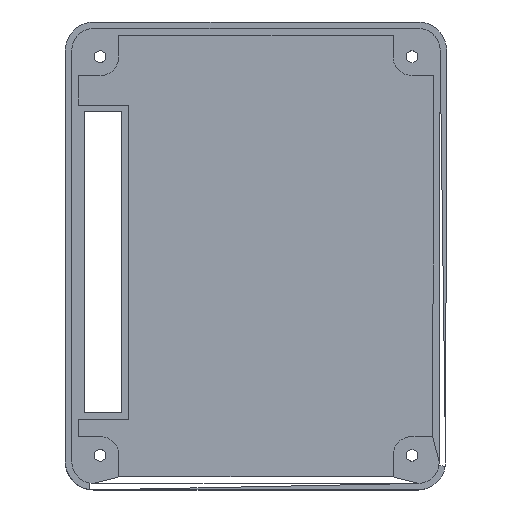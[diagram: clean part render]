
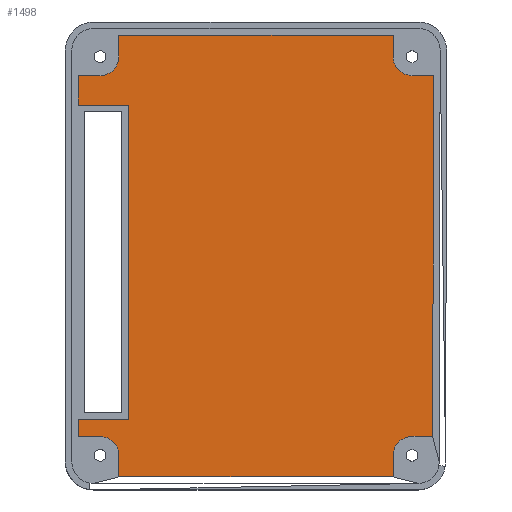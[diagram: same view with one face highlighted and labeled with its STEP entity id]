
A CAD part, top view. The second image highlights one B-rep face of the part: STEP entity #1498.
In plain terms, the highlighted planar face has unit normal (0, 0, 1).
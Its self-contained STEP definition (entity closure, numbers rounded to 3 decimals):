
#119=FACE_OUTER_BOUND('',#208,.T.);
#208=EDGE_LOOP('',(#1265,#1266,#1267,#1268,#1269,#1270,#1271,#1272,#1273,
#1274,#1275,#1276,#1277,#1278,#1279,#1280,#1281,#1282,#1283,#1284,#1285,
#1286));
#270=LINE('',#2182,#433);
#272=LINE('',#2186,#435);
#274=LINE('',#2190,#437);
#276=LINE('',#2194,#439);
#279=LINE('',#2202,#442);
#281=LINE('',#2206,#444);
#286=LINE('',#2216,#449);
#353=LINE('',#2377,#516);
#356=LINE('',#2383,#519);
#361=LINE('',#2392,#524);
#368=LINE('',#2435,#531);
#371=LINE('',#2440,#534);
#374=LINE('',#2447,#537);
#378=LINE('',#2457,#541);
#380=LINE('',#2463,#543);
#381=LINE('',#2464,#544);
#382=LINE('',#2465,#545);
#433=VECTOR('',#1732,10.);
#435=VECTOR('',#1736,10.);
#437=VECTOR('',#1740,10.);
#439=VECTOR('',#1744,10.);
#442=VECTOR('',#1753,10.);
#444=VECTOR('',#1757,10.);
#449=VECTOR('',#1764,10.);
#516=VECTOR('',#1915,10.);
#519=VECTOR('',#1920,10.);
#524=VECTOR('',#1931,10.);
#531=VECTOR('',#1984,10.);
#534=VECTOR('',#1989,10.);
#537=VECTOR('',#1996,10.);
#541=VECTOR('',#2008,10.);
#543=VECTOR('',#2018,10.);
#544=VECTOR('',#2019,10.);
#545=VECTOR('',#2020,10.);
#574=CIRCLE('',#1546,4.346);
#575=CIRCLE('',#1552,4.346);
#576=CIRCLE('',#1557,4.346);
#602=CIRCLE('',#1629,4.346);
#603=CIRCLE('',#1633,4.346);
#655=VERTEX_POINT('',#2174);
#656=VERTEX_POINT('',#2176);
#657=VERTEX_POINT('',#2180);
#658=VERTEX_POINT('',#2184);
#659=VERTEX_POINT('',#2188);
#660=VERTEX_POINT('',#2192);
#661=VERTEX_POINT('',#2196);
#662=VERTEX_POINT('',#2200);
#663=VERTEX_POINT('',#2204);
#664=VERTEX_POINT('',#2208);
#667=VERTEX_POINT('',#2214);
#668=VERTEX_POINT('',#2218);
#718=VERTEX_POINT('',#2374);
#719=VERTEX_POINT('',#2376);
#720=VERTEX_POINT('',#2380);
#721=VERTEX_POINT('',#2382);
#735=VERTEX_POINT('',#2434);
#736=VERTEX_POINT('',#2438);
#737=VERTEX_POINT('',#2444);
#738=VERTEX_POINT('',#2446);
#739=VERTEX_POINT('',#2450);
#740=VERTEX_POINT('',#2456);
#794=EDGE_CURVE('',#656,#655,#574,.T.);
#797=EDGE_CURVE('',#655,#657,#270,.T.);
#799=EDGE_CURVE('',#658,#657,#272,.T.);
#801=EDGE_CURVE('',#658,#659,#274,.T.);
#803=EDGE_CURVE('',#659,#660,#276,.T.);
#805=EDGE_CURVE('',#660,#661,#575,.T.);
#807=EDGE_CURVE('',#661,#662,#279,.T.);
#809=EDGE_CURVE('',#663,#662,#281,.T.);
#814=EDGE_CURVE('',#663,#667,#286,.T.);
#816=EDGE_CURVE('',#664,#668,#576,.T.);
#895=EDGE_CURVE('',#719,#718,#353,.T.);
#898=EDGE_CURVE('',#721,#720,#356,.T.);
#903=EDGE_CURVE('',#718,#721,#361,.T.);
#922=EDGE_CURVE('',#735,#656,#368,.T.);
#925=EDGE_CURVE('',#668,#736,#371,.T.);
#928=EDGE_CURVE('',#738,#737,#374,.T.);
#930=EDGE_CURVE('',#739,#738,#602,.T.);
#933=EDGE_CURVE('',#740,#739,#378,.T.);
#935=EDGE_CURVE('',#667,#664,#603,.T.);
#937=EDGE_CURVE('',#740,#720,#380,.T.);
#938=EDGE_CURVE('',#735,#737,#381,.T.);
#939=EDGE_CURVE('',#719,#736,#382,.T.);
#1265=ORIENTED_EDGE('',*,*,#895,.T.);
#1266=ORIENTED_EDGE('',*,*,#903,.T.);
#1267=ORIENTED_EDGE('',*,*,#898,.T.);
#1268=ORIENTED_EDGE('',*,*,#937,.F.);
#1269=ORIENTED_EDGE('',*,*,#933,.T.);
#1270=ORIENTED_EDGE('',*,*,#930,.T.);
#1271=ORIENTED_EDGE('',*,*,#928,.T.);
#1272=ORIENTED_EDGE('',*,*,#938,.F.);
#1273=ORIENTED_EDGE('',*,*,#922,.T.);
#1274=ORIENTED_EDGE('',*,*,#794,.T.);
#1275=ORIENTED_EDGE('',*,*,#797,.T.);
#1276=ORIENTED_EDGE('',*,*,#799,.F.);
#1277=ORIENTED_EDGE('',*,*,#801,.T.);
#1278=ORIENTED_EDGE('',*,*,#803,.T.);
#1279=ORIENTED_EDGE('',*,*,#805,.T.);
#1280=ORIENTED_EDGE('',*,*,#807,.T.);
#1281=ORIENTED_EDGE('',*,*,#809,.F.);
#1282=ORIENTED_EDGE('',*,*,#814,.T.);
#1283=ORIENTED_EDGE('',*,*,#935,.T.);
#1284=ORIENTED_EDGE('',*,*,#816,.T.);
#1285=ORIENTED_EDGE('',*,*,#925,.T.);
#1286=ORIENTED_EDGE('',*,*,#939,.F.);
#1425=PLANE('',#1635);
#1498=ADVANCED_FACE('',(#119),#1425,.T.);
#1546=AXIS2_PLACEMENT_3D('',#2177,#1726,#1727);
#1552=AXIS2_PLACEMENT_3D('',#2198,#1748,#1749);
#1557=AXIS2_PLACEMENT_3D('',#2220,#1768,#1769);
#1629=AXIS2_PLACEMENT_3D('',#2451,#2000,#2001);
#1633=AXIS2_PLACEMENT_3D('',#2460,#2012,#2013);
#1635=AXIS2_PLACEMENT_3D('',#2462,#2016,#2017);
#1726=DIRECTION('center_axis',(0.,0.,-1.));
#1727=DIRECTION('ref_axis',(1.,0.,0.));
#1732=DIRECTION('',(1.,0.004,0.));
#1736=DIRECTION('',(-0.003,-1.,0.));
#1740=DIRECTION('',(-1.,0.,0.));
#1744=DIRECTION('',(-1.,0.003,0.));
#1748=DIRECTION('center_axis',(0.,0.,-1.));
#1749=DIRECTION('ref_axis',(1.,0.,0.));
#1753=DIRECTION('',(0.,1.,0.));
#1757=DIRECTION('',(1.,0.,0.));
#1764=DIRECTION('',(0.004,-1.,0.));
#1768=DIRECTION('center_axis',(0.,0.,-1.));
#1769=DIRECTION('ref_axis',(1.,0.,0.));
#1915=DIRECTION('',(1.,0.,0.));
#1920=DIRECTION('',(-1.,0.,0.));
#1931=DIRECTION('',(0.,-1.,0.));
#1984=DIRECTION('',(-0.002,1.,0.));
#1989=DIRECTION('',(-1.,-0.004,0.));
#1996=DIRECTION('',(0.,-1.,0.));
#2000=DIRECTION('center_axis',(0.,0.,-1.));
#2001=DIRECTION('ref_axis',(1.,0.,0.));
#2008=DIRECTION('',(1.,0.,0.));
#2012=DIRECTION('center_axis',(0.,0.,-1.));
#2013=DIRECTION('ref_axis',(1.,0.,0.));
#2016=DIRECTION('center_axis',(0.,0.,1.));
#2017=DIRECTION('ref_axis',(1.,0.,0.));
#2018=DIRECTION('',(0.,1.,0.));
#2019=DIRECTION('',(-1.,0.,0.));
#2020=DIRECTION('',(0.,1.,0.));
#2174=CARTESIAN_POINT('',(-91.27,-100.495,2.));
#2176=CARTESIAN_POINT('',(-95.599,-104.849,2.));
#2177=CARTESIAN_POINT('Origin',(-91.253,-104.841,2.));
#2180=CARTESIAN_POINT('',(-86.487,-100.476,2.));
#2182=CARTESIAN_POINT('',(-91.27,-100.495,2.));
#2184=CARTESIAN_POINT('',(-86.268,-17.187,2.));
#2186=CARTESIAN_POINT('',(-86.315,-35.15,2.));
#2188=CARTESIAN_POINT('',(-91.242,-17.187,2.));
#2190=CARTESIAN_POINT('',(-91.242,-17.187,2.));
#2192=CARTESIAN_POINT('',(-91.242,-17.187,2.));
#2194=CARTESIAN_POINT('',(-91.242,-17.187,2.));
#2196=CARTESIAN_POINT('',(-95.598,-12.752,2.));
#2198=CARTESIAN_POINT('Origin',(-91.253,-12.841,2.));
#2200=CARTESIAN_POINT('',(-95.598,-7.838,2.));
#2202=CARTESIAN_POINT('',(-95.598,-12.752,2.));
#2204=CARTESIAN_POINT('',(-158.928,-7.838,2.));
#2206=CARTESIAN_POINT('',(-145.995,-7.838,2.));
#2208=CARTESIAN_POINT('',(-158.908,-12.913,2.));
#2214=CARTESIAN_POINT('',(-158.908,-12.735,2.));
#2216=CARTESIAN_POINT('',(-158.908,-12.913,2.));
#2218=CARTESIAN_POINT('',(-163.271,-17.187,2.));
#2220=CARTESIAN_POINT('Origin',(-163.253,-12.841,2.));
#2374=CARTESIAN_POINT('',(-156.7,-24.008,2.));
#2376=CARTESIAN_POINT('',(-168.263,-24.008,2.));
#2377=CARTESIAN_POINT('',(-168.348,-24.008,2.));
#2380=CARTESIAN_POINT('',(-168.263,-96.545,2.));
#2382=CARTESIAN_POINT('',(-156.7,-96.545,2.));
#2383=CARTESIAN_POINT('',(-156.7,-96.545,2.));
#2392=CARTESIAN_POINT('',(-156.7,-24.008,2.));
#2434=CARTESIAN_POINT('',(-95.59,-109.838,2.));
#2435=CARTESIAN_POINT('',(-95.599,-104.849,2.));
#2438=CARTESIAN_POINT('',(-168.263,-17.207,2.));
#2440=CARTESIAN_POINT('',(-163.271,-17.187,2.));
#2444=CARTESIAN_POINT('',(-158.911,-109.838,2.));
#2446=CARTESIAN_POINT('',(-158.911,-105.023,2.));
#2447=CARTESIAN_POINT('',(-158.911,-105.023,2.));
#2450=CARTESIAN_POINT('',(-163.35,-100.496,2.));
#2451=CARTESIAN_POINT('Origin',(-163.253,-104.841,2.));
#2456=CARTESIAN_POINT('',(-168.263,-100.496,2.));
#2457=CARTESIAN_POINT('',(-163.35,-100.496,2.));
#2460=CARTESIAN_POINT('Origin',(-163.253,-12.841,2.));
#2462=CARTESIAN_POINT('Origin',(-127.266,-58.838,2.));
#2463=CARTESIAN_POINT('',(-168.263,-82.594,2.));
#2464=CARTESIAN_POINT('',(-108.504,-109.838,2.));
#2465=CARTESIAN_POINT('',(-168.263,-82.594,2.));
